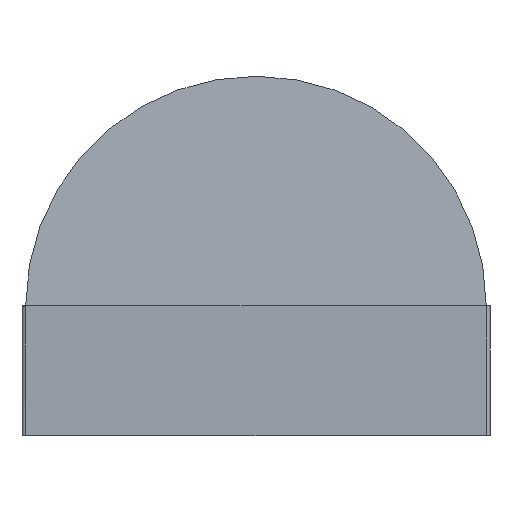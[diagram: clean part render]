
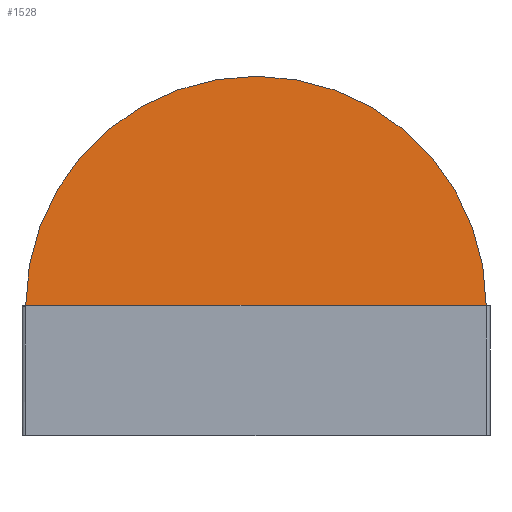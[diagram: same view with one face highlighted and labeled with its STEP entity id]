
A CAD part, top view. The second image highlights one B-rep face of the part: STEP entity #1528.
In plain terms, the highlighted planar face has unit normal (0, 0.087, 0.996).
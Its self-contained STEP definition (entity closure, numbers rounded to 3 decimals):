
#338=CARTESIAN_POINT('',(85.,0.078,0.695));
#339=VERTEX_POINT('',#338);
#370=CARTESIAN_POINT('',(-84.99,0.078,0.695));
#371=VERTEX_POINT('',#370);
#534=CARTESIAN_POINT('',(-84.99,0.078,0.695));
#535=DIRECTION('',(1.0,0.0,0.0));
#536=VECTOR('',#535,169.99);
#537=LINE('',#534,#536);
#538=EDGE_CURVE('',#371,#339,#537,.T.);
#1497=CARTESIAN_POINT('',(0.,4.826,0.279));
#1498=DIRECTION('',(0.,0.087,0.996));
#1499=DIRECTION('',(1.0,0.0,0.0));
#1500=AXIS2_PLACEMENT_3D('',#1497,#1498,#1499);
#1501=PLANE('',#1500);
#1502=CARTESIAN_POINT('',(-84.999,0.427,0.664));
#1503=VERTEX_POINT('',#1502);
#1504=CARTESIAN_POINT('',(-84.99,0.427,0.664));
#1505=VERTEX_POINT('',#1504);
#1506=CARTESIAN_POINT('',(-84.999,0.427,0.664));
#1507=DIRECTION('',(1.0,0.0,0.0));
#1508=VECTOR('',#1507,0.009);
#1509=LINE('',#1506,#1508);
#1510=EDGE_CURVE('',#1503,#1505,#1509,.T.);
#1511=ORIENTED_EDGE('',*,*,#1510,.T.);
#1512=CARTESIAN_POINT('',(-84.99,0.427,0.664));
#1513=DIRECTION('',(0.0,-0.996,0.087));
#1514=VECTOR('',#1513,0.35);
#1515=LINE('',#1512,#1514);
#1516=EDGE_CURVE('',#1505,#371,#1515,.T.);
#1517=ORIENTED_EDGE('',*,*,#1516,.T.);
#1518=ORIENTED_EDGE('',*,*,#538,.T.);
#1519=CARTESIAN_POINT('',(0.,0.034,0.699));
#1520=DIRECTION('',(0.0,-0.087,-0.996));
#1521=DIRECTION('',(1.0,0.0,0.0));
#1522=AXIS2_PLACEMENT_3D('',#1519,#1520,#1521);
#1523=CIRCLE('',#1522,85.0);
#1524=EDGE_CURVE('',#1503,#339,#1523,.T.);
#1525=ORIENTED_EDGE('',*,*,#1524,.F.);
#1526=EDGE_LOOP('',(#1511,#1517,#1518,#1525));
#1527=FACE_OUTER_BOUND('',#1526,.T.);
#1528=ADVANCED_FACE('',(#1527),#1501,.T.);
